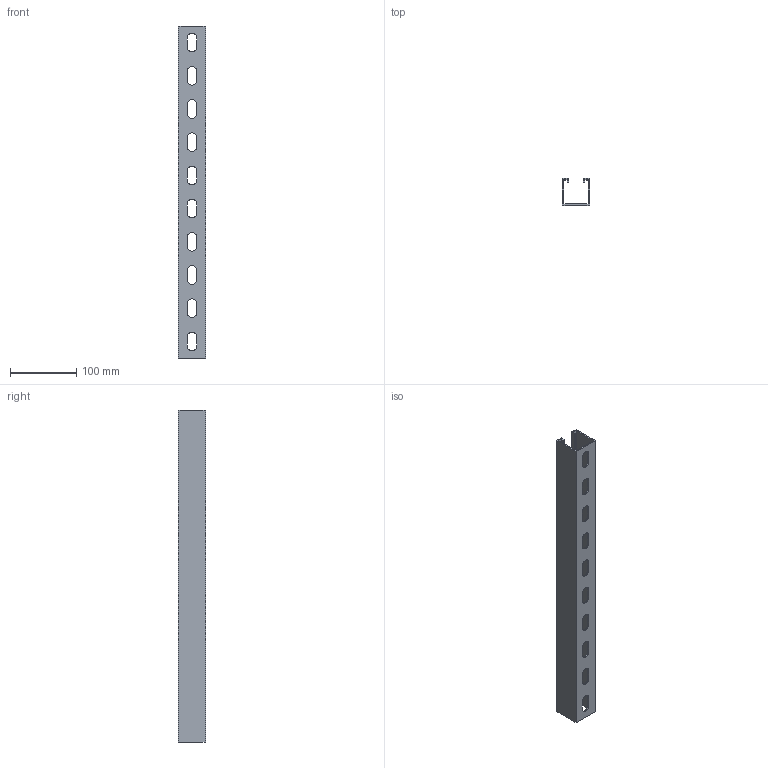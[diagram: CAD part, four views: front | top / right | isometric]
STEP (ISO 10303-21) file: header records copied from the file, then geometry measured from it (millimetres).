
FILE_DESCRIPTION (( 'STEP AP214' ), '1' );
FILE_NAME ('1123268.stp', '2019-08-22T08:38:17', ( '' ), ( '' ), 'SwSTEP 2.0', 'SolidWorks 2018', '' );
FILE_SCHEMA (( 'AUTOMOTIVE_DESIGN' ));
Length unit declared in the file: millimetre
Products named in the file (1): 1123268
Bounding box: 41 x 41 x 500 mm (x, y, z)
Volume: 135001.2 mm3; surface area: 139008.9 mm2
Topology: 1 solids, 1 shells, 92 faces, 270 edges, 180 vertices
Faces by surface type: plane 62, cylinder 30
Entity records: 3128 total; most frequent: CARTESIAN_POINT 543, ORIENTED_EDGE 540, DIRECTION 516, EDGE_CURVE 270, VECTOR 210, LINE 210, VERTEX_POINT 180, AXIS2_PLACEMENT_3D 153
